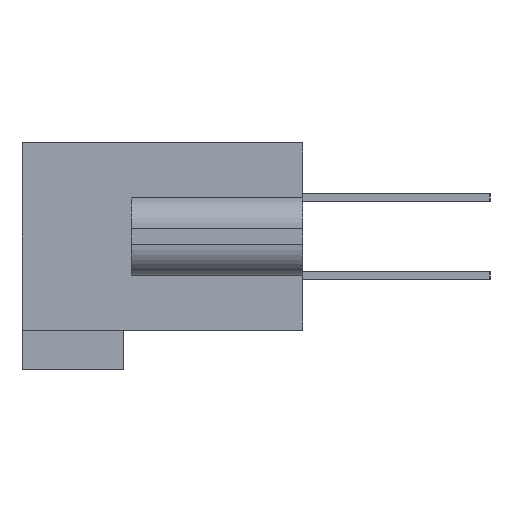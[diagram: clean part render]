
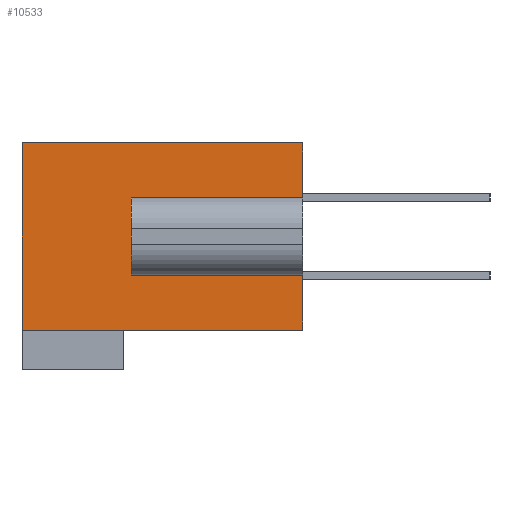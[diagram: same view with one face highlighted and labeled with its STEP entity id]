
A CAD part, left-side view. The second image highlights one B-rep face of the part: STEP entity #10533.
In plain terms, the highlighted planar face has unit normal (-1, 0, 0).
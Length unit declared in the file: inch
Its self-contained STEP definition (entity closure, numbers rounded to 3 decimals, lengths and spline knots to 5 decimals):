
#425=VERTEX_POINT('',#13991);
#426=VERTEX_POINT('',#13993);
#437=VERTEX_POINT('',#14017);
#438=VERTEX_POINT('',#14019);
#439=VERTEX_POINT('',#14023);
#444=VERTEX_POINT('',#14033);
#454=VERTEX_POINT('',#14063);
#455=VERTEX_POINT('',#14074);
#1441=VECTOR('',#11809,1.);
#1454=VECTOR('',#11823,1.);
#1456=VECTOR('',#11826,1.);
#1460=VECTOR('',#11834,1.);
#1474=VECTOR('',#11856,1.);
#1478=VECTOR('',#11866,1.);
#1479=VECTOR('',#11867,1.);
#1480=VECTOR('',#11868,1.);
#2957=LINE('',#13992,#1441);
#2970=LINE('',#14018,#1454);
#2972=LINE('',#14022,#1456);
#2976=LINE('',#14034,#1460);
#2990=LINE('',#14064,#1474);
#2994=LINE('',#14072,#1478);
#2995=LINE('',#14073,#1479);
#2996=LINE('',#14075,#1480);
#4475=EDGE_CURVE('',#425,#426,#2957,.T.);
#4488=EDGE_CURVE('',#438,#437,#2970,.T.);
#4490=EDGE_CURVE('',#439,#438,#2972,.T.);
#4496=EDGE_CURVE('',#425,#444,#2976,.T.);
#4512=EDGE_CURVE('',#444,#454,#2990,.T.);
#4517=EDGE_CURVE('',#426,#437,#2994,.T.);
#4518=EDGE_CURVE('',#455,#454,#2995,.T.);
#4519=EDGE_CURVE('',#439,#455,#2996,.T.);
#6063=ORIENTED_EDGE('',*,*,#4517,.F.);
#6064=ORIENTED_EDGE('',*,*,#4475,.F.);
#6065=ORIENTED_EDGE('',*,*,#4496,.T.);
#6066=ORIENTED_EDGE('',*,*,#4512,.T.);
#6067=ORIENTED_EDGE('',*,*,#4518,.F.);
#6068=ORIENTED_EDGE('',*,*,#4519,.F.);
#6069=ORIENTED_EDGE('',*,*,#4490,.T.);
#6070=ORIENTED_EDGE('',*,*,#4488,.T.);
#9045=EDGE_LOOP('',(#6063,#6064,#6065,#6066,#6067,#6068,#6069,#6070));
#9789=FACE_BOUND('',#9045,.T.);
#10533=ADVANCED_FACE('',(#9789),#17144,.T.);
#11168=AXIS2_PLACEMENT_3D('',#14071,#11865,$);
#11809=DIRECTION('',(0.,1.,0.));
#11823=DIRECTION('',(0.,1.,0.));
#11826=DIRECTION('',(0.,0.,1.));
#11834=DIRECTION('',(0.,0.,1.));
#11856=DIRECTION('',(0.,1.,0.));
#11865=DIRECTION('',(-1.,0.,0.));
#11866=DIRECTION('',(0.,0.,1.));
#11867=DIRECTION('',(0.,0.,-1.));
#11868=DIRECTION('',(0.,1.,0.));
#13991=CARTESIAN_POINT('',(-0.7575,0.,-0.06));
#13992=CARTESIAN_POINT('',(-0.7575,0.,-0.06));
#13993=CARTESIAN_POINT('',(-0.7575,0.18,-0.06));
#14017=CARTESIAN_POINT('',(-0.7575,0.18,0.06));
#14018=CARTESIAN_POINT('',(-0.7575,0.,0.06));
#14019=CARTESIAN_POINT('',(-0.7575,0.,0.06));
#14022=CARTESIAN_POINT('',(-0.7575,0.,0.025));
#14023=CARTESIAN_POINT('',(-0.7575,0.,0.025));
#14033=CARTESIAN_POINT('',(-0.7575,0.,-0.025));
#14034=CARTESIAN_POINT('',(-0.7575,0.,-0.06));
#14063=CARTESIAN_POINT('',(-0.7575,0.11,-0.025));
#14064=CARTESIAN_POINT('',(-0.7575,0.,-0.025));
#14071=CARTESIAN_POINT('',(-0.7575,0.,-0.06));
#14072=CARTESIAN_POINT('',(-0.7575,0.18,-0.06));
#14073=CARTESIAN_POINT('',(-0.7575,0.11,0.12));
#14074=CARTESIAN_POINT('',(-0.7575,0.11,0.025));
#14075=CARTESIAN_POINT('',(-0.7575,0.,0.025));
#17144=PLANE('',#11168);
